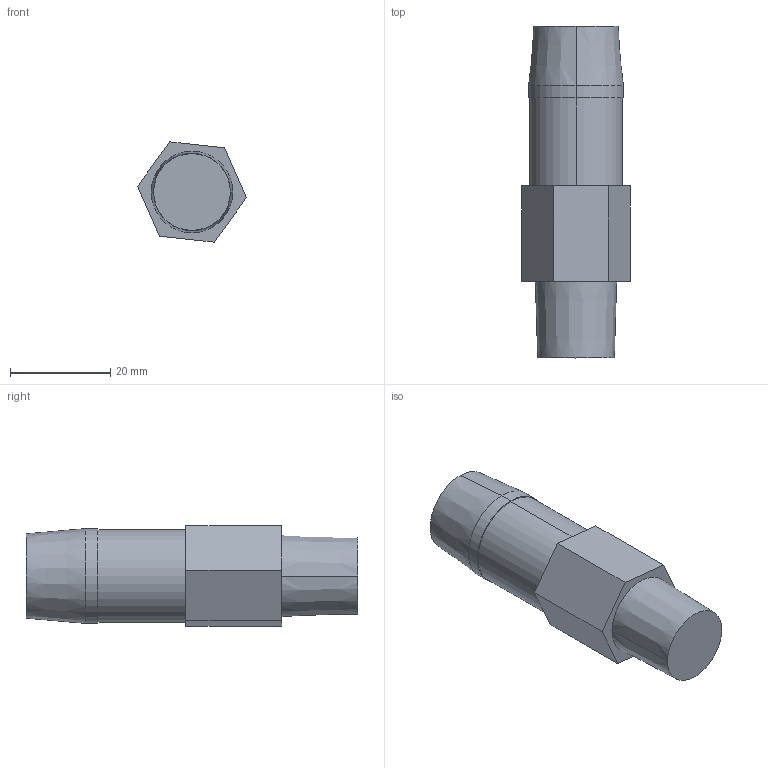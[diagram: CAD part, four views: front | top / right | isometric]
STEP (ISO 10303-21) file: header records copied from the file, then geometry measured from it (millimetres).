
FILE_DESCRIPTION (( 'STEP AP214' ), '1' );
FILE_NAME ('33960.STEP', '2011-04-11T17:59:59', ( 'Mary Jo Helmbrecht' ), ( 'DDC' ), 'SwSTEP 2.0', 'SolidWorks 2011', '' );
FILE_SCHEMA (( 'AUTOMOTIVE_DESIGN' ));
Length unit declared in the file: inch
Products named in the file (1): 33960
Bounding box: 21.72 x 66.22 x 20 mm (x, y, z)
Volume: 17317.4 mm3; surface area: 4407.4 mm2
Topology: 1 solids, 1 shells, 19 faces, 40 edges, 26 vertices
Faces by surface type: plane 11, cone 4, cylinder 4
Entity records: 591 total; most frequent: DIRECTION 94, CARTESIAN_POINT 86, ORIENTED_EDGE 80, EDGE_CURVE 40, AXIS2_PLACEMENT_3D 34, VECTOR 26, VERTEX_POINT 26, LINE 26
